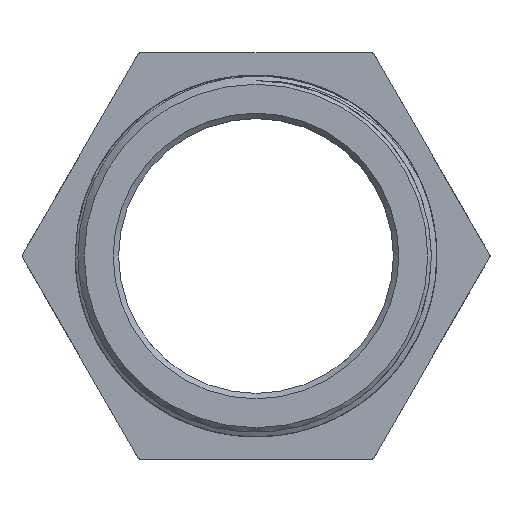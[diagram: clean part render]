
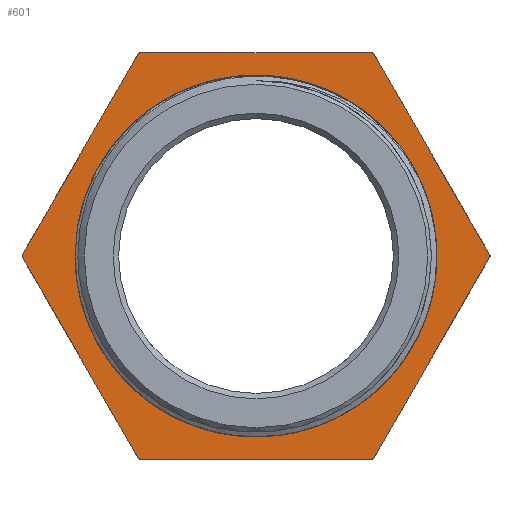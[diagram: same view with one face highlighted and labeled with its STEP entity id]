
A CAD part, left-side view. The second image highlights one B-rep face of the part: STEP entity #601.
In plain terms, the highlighted planar face has unit normal (-1, 0, 0).
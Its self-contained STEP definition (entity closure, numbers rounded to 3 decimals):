
#26=LINE('',#5074,#44);
#30=LINE('',#5099,#48);
#33=LINE('',#5114,#51);
#36=LINE('',#5129,#54);
#39=LINE('',#5144,#57);
#42=LINE('',#5159,#60);
#44=VECTOR('',#726,10.);
#48=VECTOR('',#732,10.);
#51=VECTOR('',#737,10.);
#54=VECTOR('',#742,10.);
#57=VECTOR('',#747,10.);
#60=VECTOR('',#752,10.);
#98=PLANE('',#668);
#116=FACE_BOUND('',#193,.T.);
#149=FACE_OUTER_BOUND('',#192,.T.);
#192=EDGE_LOOP('',(#493,#494,#495,#496,#497,#498,#499,#500,#501,#502,#503,
#504));
#193=EDGE_LOOP('',(#505));
#207=CIRCLE('',#630,24.95);
#221=CIRCLE('',#659,32.275);
#222=CIRCLE('',#661,32.275);
#223=CIRCLE('',#663,32.275);
#224=CIRCLE('',#665,32.275);
#225=CIRCLE('',#667,32.275);
#226=CIRCLE('',#669,32.275);
#249=VERTEX_POINT('',#2922);
#253=VERTEX_POINT('',#5072);
#254=VERTEX_POINT('',#5073);
#261=VERTEX_POINT('',#5096);
#262=VERTEX_POINT('',#5098);
#266=VERTEX_POINT('',#5111);
#267=VERTEX_POINT('',#5113);
#271=VERTEX_POINT('',#5126);
#272=VERTEX_POINT('',#5128);
#276=VERTEX_POINT('',#5141);
#277=VERTEX_POINT('',#5143);
#281=VERTEX_POINT('',#5156);
#282=VERTEX_POINT('',#5158);
#306=EDGE_CURVE('',#249,#249,#207,.T.);
#316=EDGE_CURVE('',#253,#254,#26,.T.);
#324=EDGE_CURVE('',#262,#261,#30,.T.);
#329=EDGE_CURVE('',#267,#266,#33,.T.);
#334=EDGE_CURVE('',#272,#271,#36,.T.);
#339=EDGE_CURVE('',#277,#276,#39,.T.);
#344=EDGE_CURVE('',#282,#281,#42,.T.);
#356=EDGE_CURVE('',#282,#271,#221,.T.);
#357=EDGE_CURVE('',#272,#266,#222,.T.);
#358=EDGE_CURVE('',#267,#254,#223,.T.);
#359=EDGE_CURVE('',#277,#261,#224,.T.);
#360=EDGE_CURVE('',#262,#281,#225,.T.);
#361=EDGE_CURVE('',#253,#276,#226,.T.);
#493=ORIENTED_EDGE('',*,*,#316,.T.);
#494=ORIENTED_EDGE('',*,*,#358,.F.);
#495=ORIENTED_EDGE('',*,*,#329,.T.);
#496=ORIENTED_EDGE('',*,*,#357,.F.);
#497=ORIENTED_EDGE('',*,*,#334,.T.);
#498=ORIENTED_EDGE('',*,*,#356,.F.);
#499=ORIENTED_EDGE('',*,*,#344,.T.);
#500=ORIENTED_EDGE('',*,*,#360,.F.);
#501=ORIENTED_EDGE('',*,*,#324,.T.);
#502=ORIENTED_EDGE('',*,*,#359,.F.);
#503=ORIENTED_EDGE('',*,*,#339,.T.);
#504=ORIENTED_EDGE('',*,*,#361,.F.);
#505=ORIENTED_EDGE('',*,*,#306,.T.);
#601=ADVANCED_FACE('',(#149,#116),#98,.T.);
#630=AXIS2_PLACEMENT_3D('',#2923,#710,#711);
#659=AXIS2_PLACEMENT_3D('',#5177,#786,#787);
#661=AXIS2_PLACEMENT_3D('',#5179,#790,#791);
#663=AXIS2_PLACEMENT_3D('',#5181,#794,#795);
#665=AXIS2_PLACEMENT_3D('',#5183,#798,#799);
#667=AXIS2_PLACEMENT_3D('',#5185,#802,#803);
#668=AXIS2_PLACEMENT_3D('',#5186,#804,#805);
#669=AXIS2_PLACEMENT_3D('',#5187,#806,#807);
#710=DIRECTION('center_axis',(1.,0.,0.));
#711=DIRECTION('ref_axis',(0.,0.,-1.));
#726=DIRECTION('',(0.,0.5,-0.866));
#732=DIRECTION('',(0.,0.5,0.866));
#737=DIRECTION('',(0.,-0.5,-0.866));
#742=DIRECTION('',(0.,-1.,0.));
#747=DIRECTION('',(0.,1.,0.));
#752=DIRECTION('',(0.,-0.5,0.866));
#786=DIRECTION('center_axis',(1.,0.,0.));
#787=DIRECTION('ref_axis',(0.,0.,-1.));
#790=DIRECTION('center_axis',(1.,0.,0.));
#791=DIRECTION('ref_axis',(0.,0.,-1.));
#794=DIRECTION('center_axis',(1.,0.,0.));
#795=DIRECTION('ref_axis',(0.,0.,-1.));
#798=DIRECTION('center_axis',(1.,0.,0.));
#799=DIRECTION('ref_axis',(0.,0.,-1.));
#802=DIRECTION('center_axis',(1.,0.,0.));
#803=DIRECTION('ref_axis',(0.,0.,-1.));
#804=DIRECTION('center_axis',(-1.,0.,0.));
#805=DIRECTION('ref_axis',(0.,0.,1.));
#806=DIRECTION('center_axis',(1.,0.,0.));
#807=DIRECTION('ref_axis',(0.,0.,-1.));
#2922=CARTESIAN_POINT('',(-5.5,24.95,0.));
#2923=CARTESIAN_POINT('Origin',(-5.5,0.,0.));
#5072=CARTESIAN_POINT('',(-5.5,16.223,27.902));
#5073=CARTESIAN_POINT('',(-5.5,32.275,0.098));
#5074=CARTESIAN_POINT('',(-5.5,32.296,0.061));
#5096=CARTESIAN_POINT('',(-5.5,-16.223,27.902));
#5098=CARTESIAN_POINT('',(-5.5,-32.275,0.098));
#5099=CARTESIAN_POINT('',(-5.5,-16.201,27.939));
#5111=CARTESIAN_POINT('',(-5.5,16.223,-27.902));
#5113=CARTESIAN_POINT('',(-5.5,32.275,-0.098));
#5114=CARTESIAN_POINT('',(-5.5,24.27,-13.963));
#5126=CARTESIAN_POINT('',(-5.5,-16.052,-28.));
#5128=CARTESIAN_POINT('',(-5.5,16.052,-28.));
#5129=CARTESIAN_POINT('',(-5.5,8.111,-28.));
#5141=CARTESIAN_POINT('',(-5.5,16.052,28.));
#5143=CARTESIAN_POINT('',(-5.5,-16.052,28.));
#5144=CARTESIAN_POINT('',(-5.5,24.164,28.));
#5156=CARTESIAN_POINT('',(-5.5,-32.275,-0.098));
#5158=CARTESIAN_POINT('',(-5.5,-16.223,-27.902));
#5159=CARTESIAN_POINT('',(-5.5,-24.227,-14.037));
#5177=CARTESIAN_POINT('Origin',(-5.5,0.,0.));
#5179=CARTESIAN_POINT('Origin',(-5.5,0.,0.));
#5181=CARTESIAN_POINT('Origin',(-5.5,0.,0.));
#5183=CARTESIAN_POINT('Origin',(-5.5,0.,0.));
#5185=CARTESIAN_POINT('Origin',(-5.5,0.,0.));
#5186=CARTESIAN_POINT('Origin',(-5.5,32.275,0.));
#5187=CARTESIAN_POINT('Origin',(-5.5,0.,0.));
